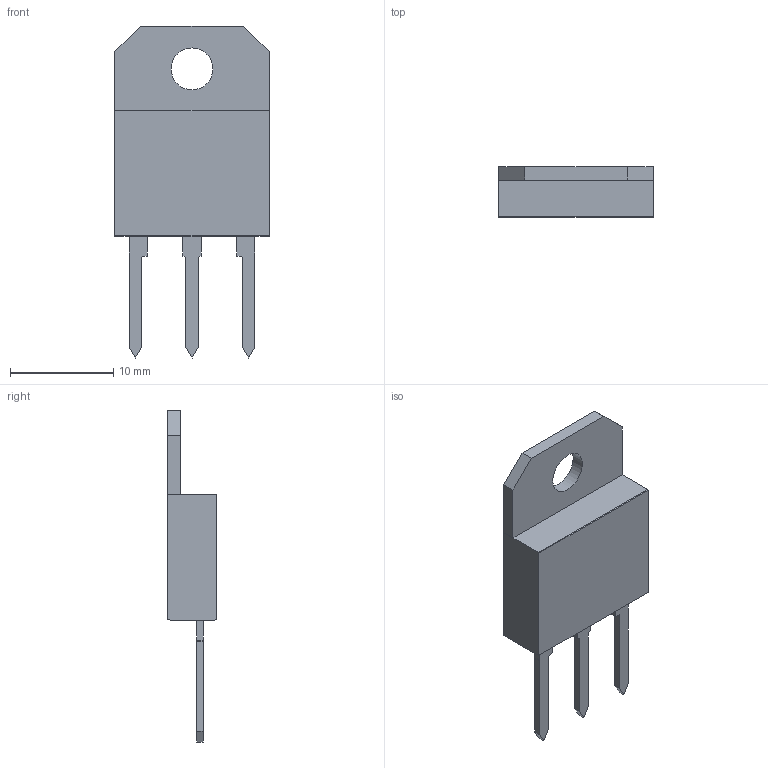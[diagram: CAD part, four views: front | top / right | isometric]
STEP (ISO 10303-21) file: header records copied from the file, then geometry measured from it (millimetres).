
FILE_DESCRIPTION(('FreeCAD Model'),'2;1');
FILE_NAME('TO-218-3_Vertical.step','2018-04-09T22:10:15',('kicad StepUp'),( 'ksu MCAD'),'Open CASCADE STEP processor 6.8','FreeCAD','Unknown');
FILE_SCHEMA(('AUTOMOTIVE_DESIGN_CC2 { 1 2 10303 214 -1 1 5 4 }'));
Length unit declared in the file: millimetre
Products named in the file (1): TO-218-3_Vertical
Bounding box: 14.96 x 4.82 x 32.1 mm (x, y, z)
Volume: 1035.9 mm3; surface area: 993.6 mm2
Topology: 1 solids, 1 shells, 47 faces, 135 edges, 90 vertices
Faces by surface type: plane 46, cylinder 1
Full cylindrical faces by diameter (mm): 4.05 x1
Entity records: 1131 total; most frequent: ORIENTED_EDGE 215, EDGE_CURVE 135, CARTESIAN_POINT 131, LINE 129, VERTEX_POINT 90, DIRECTION 68, AXIS2_PLACEMENT_3D 49, FACE_BOUND 49
